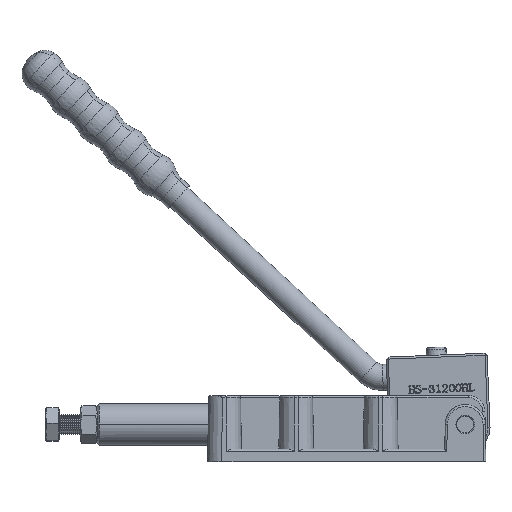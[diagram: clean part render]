
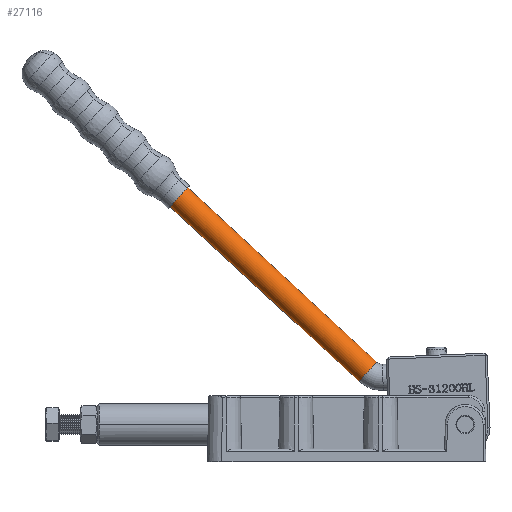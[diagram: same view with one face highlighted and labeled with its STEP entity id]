
A CAD part, front view. The second image highlights one B-rep face of the part: STEP entity #27116.
In plain terms, the highlighted cylindrical face has radius 6.35 mm (diameter 12.7 mm), a partial arc.
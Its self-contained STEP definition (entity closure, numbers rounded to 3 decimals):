
#343 = CIRCLE ( 'NONE', #24513, 6.35 ) ;
#348 = LINE ( 'NONE', #1984, #352 ) ;
#350 = LINE ( 'NONE', #1988, #355 ) ;
#351 = CIRCLE ( 'NONE', #24514, 6.35 ) ;
#352 = VECTOR ( 'NONE', #1981, 1000. ) ;
#355 = VECTOR ( 'NONE', #1983, 1000. ) ;
#1981 = DIRECTION ( 'NONE',  ( 0., 0.707, 0.707 ) ) ;
#1983 = DIRECTION ( 'NONE',  ( 0., 0.707, 0.707 ) ) ;
#1984 = CARTESIAN_POINT ( 'NONE',  ( 0., 7.419, 53.581 ) ) ;
#1985 = CARTESIAN_POINT ( 'NONE',  ( 0., 2.929, 58.071 ) ) ;
#1986 = DIRECTION ( 'NONE',  ( 0., 0.707, 0.707 ) ) ;
#1987 = DIRECTION ( 'NONE',  ( 1., 0., 0. ) ) ;
#1988 = CARTESIAN_POINT ( 'NONE',  ( 0., -1.561, 62.561 ) ) ;
#1989 = CARTESIAN_POINT ( 'NONE',  ( 0., 158.351, 213.493 ) ) ;
#1990 = DIRECTION ( 'NONE',  ( 0., 0.707, 0.707 ) ) ;
#1991 = DIRECTION ( 'NONE',  ( 1., 0., 0. ) ) ;
#24149 = VERTEX_POINT ( 'NONE', #45196 ) ;
#24164 = VERTEX_POINT ( 'NONE', #45209 ) ;
#24165 = VERTEX_POINT ( 'NONE', #45210 ) ;
#24180 = VERTEX_POINT ( 'NONE', #45226 ) ;
#24513 = AXIS2_PLACEMENT_3D ( 'NONE', #1985, #1986, #1987 ) ;
#24514 = AXIS2_PLACEMENT_3D ( 'NONE', #1989, #1990, #1991 ) ;
#27116 = ADVANCED_FACE ( 'NONE', ( #42871 ), #42879, .T. ) ;
#30235 = EDGE_CURVE ( 'NONE', #24165, #24149, #343, .T. ) ;
#30236 = EDGE_CURVE ( 'NONE', #24149, #24180, #348, .T. ) ;
#30237 = EDGE_CURVE ( 'NONE', #24164, #24180, #351, .T. ) ;
#30238 = EDGE_CURVE ( 'NONE', #24165, #24164, #350, .T. ) ;
#30850 = ORIENTED_EDGE ( 'NONE', *, *, #30235, .T. ) ;
#30851 = ORIENTED_EDGE ( 'NONE', *, *, #30236, .T. ) ;
#30852 = ORIENTED_EDGE ( 'NONE', *, *, #30237, .F. ) ;
#30853 = ORIENTED_EDGE ( 'NONE', *, *, #30238, .F. ) ;
#38876 = EDGE_LOOP ( 'NONE', ( #30850, #30851, #30852, #30853 ) ) ;
#41456 = AXIS2_PLACEMENT_3D ( 'NONE', #46784, #46782, #46780 ) ;
#42871 = FACE_OUTER_BOUND ( 'NONE', #38876, .T. ) ;
#42879 = CYLINDRICAL_SURFACE ( 'NONE', #41456, 6.35 ) ;
#45196 = CARTESIAN_POINT ( 'NONE',  ( 0., 7.419, 53.581 ) ) ;
#45209 = CARTESIAN_POINT ( 'NONE',  ( 0., 153.861, 217.983 ) ) ;
#45210 = CARTESIAN_POINT ( 'NONE',  ( 0., -1.561, 62.561 ) ) ;
#45226 = CARTESIAN_POINT ( 'NONE',  ( 0., 162.841, 209.003 ) ) ;
#46780 = DIRECTION ( 'NONE',  ( 0., -0.707, 0.707 ) ) ;
#46782 = DIRECTION ( 'NONE',  ( 0., 0.707, 0.707 ) ) ;
#46784 = CARTESIAN_POINT ( 'NONE',  ( 0., 2.929, 58.071 ) ) ;
